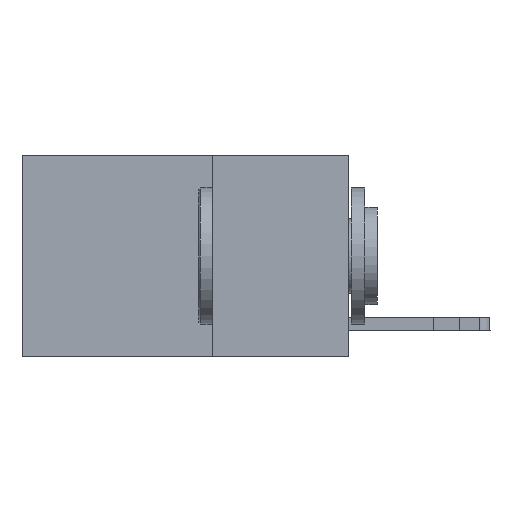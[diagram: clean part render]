
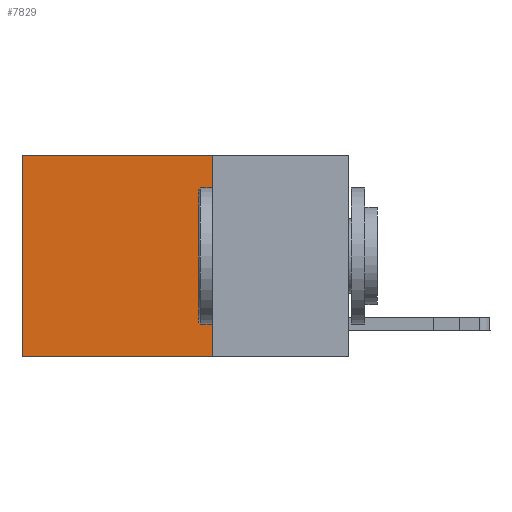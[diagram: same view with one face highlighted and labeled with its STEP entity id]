
A CAD part, left-side view. The second image highlights one B-rep face of the part: STEP entity #7829.
In plain terms, the highlighted planar face has unit normal (-1, 0, 0).
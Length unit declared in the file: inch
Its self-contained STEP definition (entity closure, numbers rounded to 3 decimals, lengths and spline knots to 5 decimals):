
#961 = EDGE_CURVE ( 'NONE', #9517, #5530, #14011, .T. ) ;
#2376 = DIRECTION ( 'NONE',  ( 0., 1., 0. ) ) ;
#2508 = VECTOR ( 'NONE', #4127, 39.37008 ) ;
#4127 = DIRECTION ( 'NONE',  ( 0., 0., -1. ) ) ;
#4353 = LINE ( 'NONE', #21514, #24296 ) ;
#4688 = CARTESIAN_POINT ( 'NONE',  ( 0.2625, 0.25, -0.37 ) ) ;
#4752 = ORIENTED_EDGE ( 'NONE', *, *, #15262, .T. ) ;
#4767 = PLANE ( 'NONE',  #12241 ) ;
#5530 = VERTEX_POINT ( 'NONE', #6611 ) ;
#6540 = EDGE_LOOP ( 'NONE', ( #16848, #11490, #9080, #4752 ) ) ;
#6611 = CARTESIAN_POINT ( 'NONE',  ( 0.2625, 0.6, -0.37 ) ) ;
#6677 = CARTESIAN_POINT ( 'NONE',  ( 0.2625, 0.6, 0. ) ) ;
#7829 = ADVANCED_FACE ( 'NONE', ( #12118 ), #4767, .F. ) ;
#8770 = EDGE_CURVE ( 'NONE', #16305, #5530, #10380, .T. ) ;
#9080 = ORIENTED_EDGE ( 'NONE', *, *, #22233, .F. ) ;
#9517 = VERTEX_POINT ( 'NONE', #6677 ) ;
#10380 = LINE ( 'NONE', #4688, #23511 ) ;
#11490 = ORIENTED_EDGE ( 'NONE', *, *, #8770, .F. ) ;
#11995 = DIRECTION ( 'NONE',  ( 1., 0., 0. ) ) ;
#12118 = FACE_OUTER_BOUND ( 'NONE', #6540, .T. ) ;
#12241 = AXIS2_PLACEMENT_3D ( 'NONE', #16451, #11995, #19913 ) ;
#14011 = LINE ( 'NONE', #21546, #2508 ) ;
#15227 = VECTOR ( 'NONE', #2376, 39.37008 ) ;
#15262 = EDGE_CURVE ( 'NONE', #16494, #9517, #23874, .T. ) ;
#16110 = CARTESIAN_POINT ( 'NONE',  ( 0.2625, 0.25, 0. ) ) ;
#16305 = VERTEX_POINT ( 'NONE', #22910 ) ;
#16451 = CARTESIAN_POINT ( 'NONE',  ( 0.2625, 0.25, 0. ) ) ;
#16494 = VERTEX_POINT ( 'NONE', #21510 ) ;
#16848 = ORIENTED_EDGE ( 'NONE', *, *, #961, .T. ) ;
#18168 = DIRECTION ( 'NONE',  ( 0., 1., 0. ) ) ;
#19742 = DIRECTION ( 'NONE',  ( 0., 0., -1. ) ) ;
#19913 = DIRECTION ( 'NONE',  ( 0., 0., -1. ) ) ;
#21510 = CARTESIAN_POINT ( 'NONE',  ( 0.2625, 0.25, 0. ) ) ;
#21514 = CARTESIAN_POINT ( 'NONE',  ( 0.2625, 0.25, 0. ) ) ;
#21546 = CARTESIAN_POINT ( 'NONE',  ( 0.2625, 0.6, 0. ) ) ;
#22233 = EDGE_CURVE ( 'NONE', #16494, #16305, #4353, .T. ) ;
#22910 = CARTESIAN_POINT ( 'NONE',  ( 0.2625, 0.25, -0.37 ) ) ;
#23511 = VECTOR ( 'NONE', #18168, 39.37008 ) ;
#23874 = LINE ( 'NONE', #16110, #15227 ) ;
#24296 = VECTOR ( 'NONE', #19742, 39.37008 ) ;
